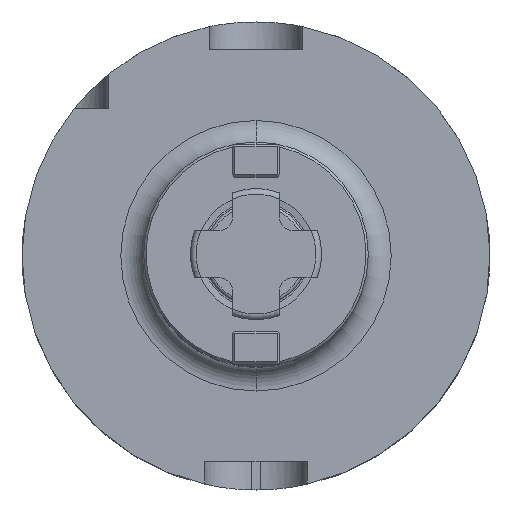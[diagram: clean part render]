
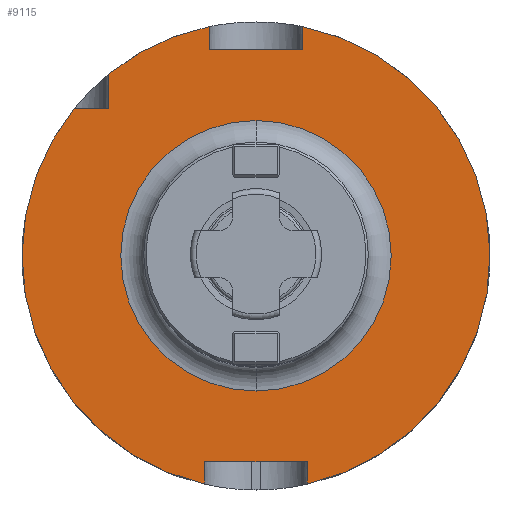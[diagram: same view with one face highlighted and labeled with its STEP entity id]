
A CAD part, top view. The second image highlights one B-rep face of the part: STEP entity #9115.
In plain terms, the highlighted planar face has unit normal (0, 0, 1).
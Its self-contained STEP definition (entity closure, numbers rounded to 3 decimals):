
#1535=DIRECTION('',(1.,0.,0.));
#1536=VECTOR('',#1535,20.);
#1537=CARTESIAN_POINT('',(-10.,44.,28.95));
#1538=LINE('',#1537,#1536);
#1542=DIRECTION('',(0.,-1.,0.));
#1543=VECTOR('',#1542,4.99);
#1544=CARTESIAN_POINT('',(10.,48.99,28.95));
#1545=LINE('',#1544,#1543);
#1549=DIRECTION('',(0.,1.,0.));
#1550=VECTOR('',#1549,4.775);
#1551=CARTESIAN_POINT('',(11.,-48.775,28.95));
#1552=LINE('',#1551,#1550);
#1556=DIRECTION('',(1.,0.,0.));
#1557=VECTOR('',#1556,22.);
#1558=CARTESIAN_POINT('',(-11.,-44.,28.95));
#1559=LINE('',#1558,#1557);
#1563=DIRECTION('',(0.,1.,0.));
#1564=VECTOR('',#1563,4.775);
#1565=CARTESIAN_POINT('',(-11.,-48.775,28.95));
#1566=LINE('',#1565,#1564);
#1570=DIRECTION('',(1.,0.,0.));
#1571=VECTOR('',#1570,7.33);
#1572=CARTESIAN_POINT('',(-38.83,31.5,28.95));
#1573=LINE('',#1572,#1571);
#1577=DIRECTION('',(0.,-1.,0.));
#1578=VECTOR('',#1577,7.33);
#1579=CARTESIAN_POINT('',(-31.5,38.83,28.95));
#1580=LINE('',#1579,#1578);
#1584=DIRECTION('',(0.,-1.,0.));
#1585=VECTOR('',#1584,4.99);
#1586=CARTESIAN_POINT('',(-10.,48.99,28.95));
#1587=LINE('',#1586,#1585);
#1591=CARTESIAN_POINT('',(0.,0.,28.95));
#1592=DIRECTION('',(0.,0.,1.));
#1593=DIRECTION('',(0.,1.,0.));
#1594=AXIS2_PLACEMENT_3D('',#1591,#1592,#1593);
#1599=CARTESIAN_POINT('',(0.,0.,28.95));
#1600=DIRECTION('',(0.,0.,1.));
#1601=DIRECTION('',(0.,-1.,0.));
#1602=AXIS2_PLACEMENT_3D('',#1599,#1600,#1601);
#1741=CARTESIAN_POINT('',(0.,0.,28.95));
#1742=DIRECTION('',(0.,0.,1.));
#1743=DIRECTION('',(-0.777,0.63,0.));
#1744=AXIS2_PLACEMENT_3D('',#1741,#1742,#1743);
#1749=CARTESIAN_POINT('',(0.,0.,28.95));
#1750=DIRECTION('',(0.,0.,1.));
#1751=DIRECTION('',(0.22,-0.975,0.));
#1752=AXIS2_PLACEMENT_3D('',#1749,#1750,#1751);
#1757=CARTESIAN_POINT('',(0.,0.,28.95));
#1758=DIRECTION('',(0.,0.,1.));
#1759=DIRECTION('',(-0.2,0.98,0.));
#1760=AXIS2_PLACEMENT_3D('',#1757,#1758,#1759);
#7284=CARTESIAN_POINT('',(0.,28.9,28.95));
#7285=VERTEX_POINT('',#7284);
#7286=CARTESIAN_POINT('',(0.,-28.9,28.95));
#7287=VERTEX_POINT('',#7286);
#7482=CARTESIAN_POINT('',(-31.5,31.5,28.95));
#7484=VERTEX_POINT('',#7482);
#7496=CARTESIAN_POINT('',(11.,-44.,28.95));
#7497=VERTEX_POINT('',#7496);
#7498=CARTESIAN_POINT('',(-11.,-44.,28.95));
#7499=VERTEX_POINT('',#7498);
#7512=CARTESIAN_POINT('',(10.,44.,28.95));
#7513=VERTEX_POINT('',#7512);
#7514=CARTESIAN_POINT('',(-10.,44.,28.95));
#7515=VERTEX_POINT('',#7514);
#7593=CARTESIAN_POINT('',(-38.83,31.5,28.95));
#7594=VERTEX_POINT('',#7593);
#7595=CARTESIAN_POINT('',(-31.5,38.83,28.95));
#7596=VERTEX_POINT('',#7595);
#7623=CARTESIAN_POINT('',(11.,-48.775,28.95));
#7624=VERTEX_POINT('',#7623);
#7625=CARTESIAN_POINT('',(-11.,-48.775,28.95));
#7626=VERTEX_POINT('',#7625);
#7653=CARTESIAN_POINT('',(10.,48.99,28.95));
#7654=VERTEX_POINT('',#7653);
#7655=CARTESIAN_POINT('',(-10.,48.99,28.95));
#7656=VERTEX_POINT('',#7655);
#9082=CARTESIAN_POINT('',(0.,0.,28.95));
#9083=DIRECTION('',(0.,0.,1.));
#9084=DIRECTION('',(0.,1.,0.));
#9085=AXIS2_PLACEMENT_3D('',#9082,#9083,#9084);
#9086=PLANE('',#9085);
#9088=ORIENTED_EDGE('',*,*,#9087,.T.);
#9090=ORIENTED_EDGE('',*,*,#9089,.F.);
#9092=ORIENTED_EDGE('',*,*,#9091,.F.);
#9094=ORIENTED_EDGE('',*,*,#9093,.T.);
#9096=ORIENTED_EDGE('',*,*,#9095,.F.);
#9098=ORIENTED_EDGE('',*,*,#9097,.F.);
#9100=ORIENTED_EDGE('',*,*,#9099,.F.);
#9102=ORIENTED_EDGE('',*,*,#9101,.T.);
#9104=ORIENTED_EDGE('',*,*,#9103,.F.);
#9106=ORIENTED_EDGE('',*,*,#9105,.F.);
#9108=ORIENTED_EDGE('',*,*,#9107,.T.);
#9109=EDGE_LOOP('',(#9088,#9090,#9092,#9094,#9096,#9098,#9100,#9102,#9104,#9106,
#9108));
#9110=FACE_OUTER_BOUND('',#9109,.F.);
#9111=ORIENTED_EDGE('',*,*,#9077,.T.);
#9112=ORIENTED_EDGE('',*,*,#9061,.T.);
#9113=EDGE_LOOP('',(#9111,#9112));
#9114=FACE_BOUND('',#9113,.F.);
#1595=CIRCLE('',#1594,28.9);
#1603=CIRCLE('',#1602,28.9);
#1745=CIRCLE('',#1744,50.);
#1753=CIRCLE('',#1752,50.);
#1761=CIRCLE('',#1760,50.);
#9061=EDGE_CURVE('',#7287,#7285,#1603,.T.);
#9077=EDGE_CURVE('',#7285,#7287,#1595,.T.);
#9087=EDGE_CURVE('',#7515,#7513,#1538,.T.);
#9089=EDGE_CURVE('',#7654,#7513,#1545,.T.);
#9091=EDGE_CURVE('',#7624,#7654,#1753,.T.);
#9093=EDGE_CURVE('',#7624,#7497,#1552,.T.);
#9095=EDGE_CURVE('',#7499,#7497,#1559,.T.);
#9097=EDGE_CURVE('',#7626,#7499,#1566,.T.);
#9099=EDGE_CURVE('',#7594,#7626,#1745,.T.);
#9101=EDGE_CURVE('',#7594,#7484,#1573,.T.);
#9103=EDGE_CURVE('',#7596,#7484,#1580,.T.);
#9105=EDGE_CURVE('',#7656,#7596,#1761,.T.);
#9107=EDGE_CURVE('',#7656,#7515,#1587,.T.);
#9115=ADVANCED_FACE('',(#9110,#9114),#9086,.T.);
